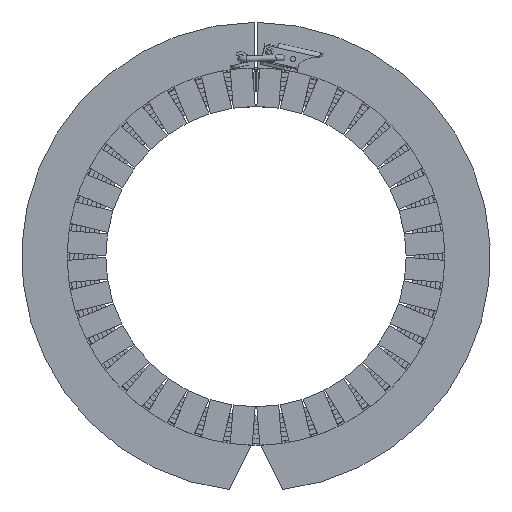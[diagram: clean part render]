
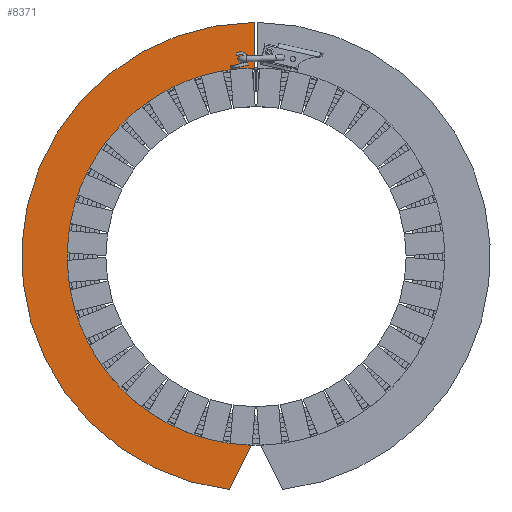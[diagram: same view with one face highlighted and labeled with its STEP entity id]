
A CAD part, top view. The second image highlights one B-rep face of the part: STEP entity #8371.
In plain terms, the highlighted planar face has unit normal (0, 0, 1).
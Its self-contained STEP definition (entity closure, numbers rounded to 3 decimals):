
#8235=CARTESIAN_POINT('',(-2.5,-101.969,-26.95));
#8236=VERTEX_POINT('',#8235);
#8243=CARTESIAN_POINT('',(-14.444,-125.924,-26.95));
#8244=VERTEX_POINT('',#8243);
#8245=CARTESIAN_POINT('',(-14.444,-125.924,-26.95));
#8246=DIRECTION('',(0.446,0.895,0.0));
#8247=VECTOR('',#8246,26.767);
#8248=LINE('',#8245,#8247);
#8249=EDGE_CURVE('',#8244,#8236,#8248,.T.);
#8274=CARTESIAN_POINT('',(-1.,101.995,-26.95));
#8275=VERTEX_POINT('',#8274);
#8282=CARTESIAN_POINT('',(0.0,0.0,-26.95));
#8283=DIRECTION('',(0.0,0.0,-1.0));
#8284=DIRECTION('',(-0.025,-1.,0.0));
#8285=AXIS2_PLACEMENT_3D('',#8282,#8283,#8284);
#8286=CIRCLE('',#8285,102.);
#8287=EDGE_CURVE('',#8236,#8275,#8286,.T.);
#8306=CARTESIAN_POINT('',(-1.,126.746,-26.95));
#8307=VERTEX_POINT('',#8306);
#8314=CARTESIAN_POINT('',(-1.,101.995,-26.95));
#8315=DIRECTION('',(0.0,1.0,0.0));
#8316=VECTOR('',#8315,24.751);
#8317=LINE('',#8314,#8316);
#8318=EDGE_CURVE('',#8275,#8307,#8317,.T.);
#8337=CARTESIAN_POINT('',(0.0,0.0,-26.95));
#8338=DIRECTION('',(0.0,0.0,1.0));
#8339=DIRECTION('',(0.114,0.993,0.0));
#8340=AXIS2_PLACEMENT_3D('',#8337,#8338,#8339);
#8341=CIRCLE('',#8340,126.75);
#8342=EDGE_CURVE('',#8307,#8244,#8341,.T.);
#8360=CARTESIAN_POINT('',(-64.198,1.958,-26.95));
#8361=DIRECTION('',(0.0,0.0,-1.0));
#8362=DIRECTION('',(-1.0,0.0,0.0));
#8363=AXIS2_PLACEMENT_3D('',#8360,#8361,#8362);
#8364=PLANE('',#8363);
#8365=ORIENTED_EDGE('',*,*,#8342,.T.);
#8366=ORIENTED_EDGE('',*,*,#8249,.T.);
#8367=ORIENTED_EDGE('',*,*,#8287,.T.);
#8368=ORIENTED_EDGE('',*,*,#8318,.T.);
#8369=EDGE_LOOP('',(#8365,#8366,#8367,#8368));
#8370=FACE_OUTER_BOUND('',#8369,.T.);
#8371=ADVANCED_FACE('',(#8370),#8364,.F.);
